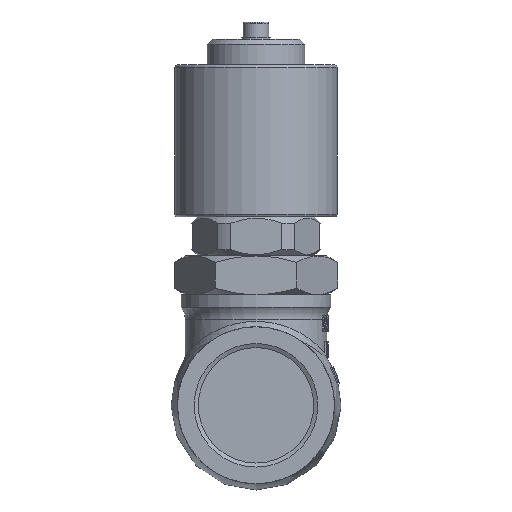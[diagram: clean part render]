
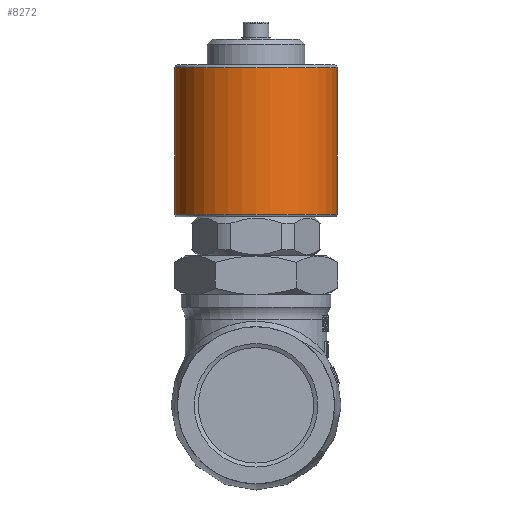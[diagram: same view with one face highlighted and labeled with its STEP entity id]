
A CAD part, front view. The second image highlights one B-rep face of the part: STEP entity #8272.
In plain terms, the highlighted cylindrical face has radius 31.5 mm (diameter 63 mm), a full revolution.
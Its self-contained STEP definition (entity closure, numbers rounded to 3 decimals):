
#76=B_SPLINE_CURVE_WITH_KNOTS('',3,(#11495,#11496,#11497,#11498,#11499,
#11500,#11501),.UNSPECIFIED.,.F.,.F.,(4,3,4),(0.52,0.688,
0.709),.UNSPECIFIED.);
#77=B_SPLINE_CURVE_WITH_KNOTS('',3,(#11514,#11515,#11516,#11517,#11518,
#11519,#11520),.UNSPECIFIED.,.F.,.F.,(4,3,4),(0.692,0.862,
0.881),.UNSPECIFIED.);
#78=B_SPLINE_CURVE_WITH_KNOTS('',3,(#11532,#11533,#11534,#11535,#11536,
#11537,#11538),.UNSPECIFIED.,.F.,.F.,(4,3,4),(1.921,2.091,
2.11),.UNSPECIFIED.);
#79=B_SPLINE_CURVE_WITH_KNOTS('',3,(#11551,#11552,#11553,#11554,#11555,
#11556,#11557),.UNSPECIFIED.,.F.,.F.,(4,3,4),(2.093,2.263,
2.282),.UNSPECIFIED.);
#859=LINE('',#11504,#1241);
#865=LINE('',#11541,#1247);
#1241=VECTOR('',#9661,29.25);
#1247=VECTOR('',#9681,29.25);
#2224=CYLINDRICAL_SURFACE('',#8832,31.5);
#2288=FACE_BOUND('',#2907,.T.);
#2289=FACE_BOUND('',#2908,.T.);
#2400=FACE_OUTER_BOUND('',#2906,.T.);
#2906=EDGE_LOOP('',(#6092));
#2907=EDGE_LOOP('',(#6093,#6094,#6095,#6096,#6097,#6098,#6099,#6100));
#2908=EDGE_LOOP('',(#6101));
#3402=CIRCLE('',#8817,31.5);
#3403=CIRCLE('',#8822,31.5);
#3408=CIRCLE('',#8833,31.5);
#3409=CIRCLE('',#8834,31.5);
#3765=VERTEX_POINT('',#11486);
#3769=VERTEX_POINT('',#11493);
#3770=VERTEX_POINT('',#11503);
#3774=VERTEX_POINT('',#11513);
#3775=VERTEX_POINT('',#11523);
#3779=VERTEX_POINT('',#11530);
#3780=VERTEX_POINT('',#11540);
#3784=VERTEX_POINT('',#11550);
#3805=VERTEX_POINT('',#11629);
#3806=VERTEX_POINT('',#11631);
#4606=EDGE_CURVE('',#3765,#3769,#76,.T.);
#4607=EDGE_CURVE('',#3770,#3765,#859,.T.);
#4612=EDGE_CURVE('',#3774,#3770,#77,.T.);
#4618=EDGE_CURVE('',#3775,#3779,#78,.T.);
#4619=EDGE_CURVE('',#3780,#3775,#865,.T.);
#4624=EDGE_CURVE('',#3784,#3780,#79,.T.);
#4647=EDGE_CURVE('',#3779,#3774,#3402,.T.);
#4653=EDGE_CURVE('',#3769,#3784,#3403,.T.);
#4660=EDGE_CURVE('',#3805,#3805,#3408,.T.);
#4661=EDGE_CURVE('',#3806,#3806,#3409,.T.);
#6092=ORIENTED_EDGE('',*,*,#4660,.T.);
#6093=ORIENTED_EDGE('',*,*,#4606,.T.);
#6094=ORIENTED_EDGE('',*,*,#4653,.T.);
#6095=ORIENTED_EDGE('',*,*,#4624,.T.);
#6096=ORIENTED_EDGE('',*,*,#4619,.T.);
#6097=ORIENTED_EDGE('',*,*,#4618,.T.);
#6098=ORIENTED_EDGE('',*,*,#4647,.T.);
#6099=ORIENTED_EDGE('',*,*,#4612,.T.);
#6100=ORIENTED_EDGE('',*,*,#4607,.T.);
#6101=ORIENTED_EDGE('',*,*,#4661,.F.);
#8272=ADVANCED_FACE('',(#2400,#2288,#2289),#2224,.T.);
#8817=AXIS2_PLACEMENT_3D('',#11602,#9732,#9733);
#8822=AXIS2_PLACEMENT_3D('',#11612,#9747,#9748);
#8832=AXIS2_PLACEMENT_3D('',#11628,#9769,#9770);
#8833=AXIS2_PLACEMENT_3D('',#11630,#9771,#9772);
#8834=AXIS2_PLACEMENT_3D('',#11632,#9773,#9774);
#9661=DIRECTION('',(0.,0.,-1.));
#9681=DIRECTION('',(0.,0.,1.));
#9732=DIRECTION('center_axis',(0.,0.,
1.));
#9733=DIRECTION('ref_axis',(0.,1.,0.));
#9747=DIRECTION('center_axis',(0.,0.,
-1.));
#9748=DIRECTION('ref_axis',(0.,1.,0.));
#9769=DIRECTION('center_axis',(0.,0.,
-1.));
#9770=DIRECTION('ref_axis',(0.,1.,0.));
#9771=DIRECTION('center_axis',(0.,0.,
-1.));
#9772=DIRECTION('ref_axis',(0.,1.,0.));
#9773=DIRECTION('center_axis',(0.,0.,
-1.));
#9774=DIRECTION('ref_axis',(0.,1.,0.));
#11486=CARTESIAN_POINT('',(-12.298,29.,100.575));
#11493=CARTESIAN_POINT('',(-10.5,29.698,100.2));
#11495=CARTESIAN_POINT('Ctrl Pts',(-12.298,29.,100.575));
#11496=CARTESIAN_POINT('Ctrl Pts',(-11.789,29.216,100.353));
#11497=CARTESIAN_POINT('Ctrl Pts',(-11.236,29.434,100.228));
#11498=CARTESIAN_POINT('Ctrl Pts',(-10.702,29.626,100.205));
#11499=CARTESIAN_POINT('Ctrl Pts',(-10.634,29.651,100.201));
#11500=CARTESIAN_POINT('Ctrl Pts',(-10.567,29.675,100.2));
#11501=CARTESIAN_POINT('Ctrl Pts',(-10.5,29.698,100.2));
#11503=CARTESIAN_POINT('',(-12.298,29.,129.825));
#11504=CARTESIAN_POINT('',(-12.298,29.,102.7));
#11513=CARTESIAN_POINT('',(-10.5,29.698,130.2));
#11514=CARTESIAN_POINT('Ctrl Pts',(-10.5,29.698,130.2));
#11515=CARTESIAN_POINT('Ctrl Pts',(-11.034,29.51,130.2));
#11516=CARTESIAN_POINT('Ctrl Pts',(-11.597,29.293,130.1));
#11517=CARTESIAN_POINT('Ctrl Pts',(-12.121,29.074,129.898));
#11518=CARTESIAN_POINT('Ctrl Pts',(-12.181,29.05,129.875));
#11519=CARTESIAN_POINT('Ctrl Pts',(-12.24,29.025,129.851));
#11520=CARTESIAN_POINT('Ctrl Pts',(-12.298,29.,129.825));
#11523=CARTESIAN_POINT('',(12.298,29.,129.825));
#11530=CARTESIAN_POINT('',(10.5,29.698,130.2));
#11532=CARTESIAN_POINT('Ctrl Pts',(12.298,29.,129.825));
#11533=CARTESIAN_POINT('Ctrl Pts',(11.783,29.219,130.05));
#11534=CARTESIAN_POINT('Ctrl Pts',(11.223,29.438,130.174));
#11535=CARTESIAN_POINT('Ctrl Pts',(10.683,29.633,130.196));
#11536=CARTESIAN_POINT('Ctrl Pts',(10.622,29.655,130.199));
#11537=CARTESIAN_POINT('Ctrl Pts',(10.561,29.677,130.2));
#11538=CARTESIAN_POINT('Ctrl Pts',(10.5,29.698,130.2));
#11540=CARTESIAN_POINT('',(12.298,29.,100.575));
#11541=CARTESIAN_POINT('',(12.298,29.,102.7));
#11550=CARTESIAN_POINT('',(10.5,29.698,100.2));
#11551=CARTESIAN_POINT('Ctrl Pts',(10.5,29.698,100.2));
#11552=CARTESIAN_POINT('Ctrl Pts',(11.034,29.51,100.2));
#11553=CARTESIAN_POINT('Ctrl Pts',(11.597,29.293,100.3));
#11554=CARTESIAN_POINT('Ctrl Pts',(12.121,29.074,100.502));
#11555=CARTESIAN_POINT('Ctrl Pts',(12.181,29.05,100.525));
#11556=CARTESIAN_POINT('Ctrl Pts',(12.24,29.025,100.549));
#11557=CARTESIAN_POINT('Ctrl Pts',(12.298,29.,100.575));
#11602=CARTESIAN_POINT('Origin',(0.,0.,
130.2));
#11612=CARTESIAN_POINT('Origin',(0.,0.,
100.2));
#11628=CARTESIAN_POINT('Origin',(0.,0.,
102.7));
#11629=CARTESIAN_POINT('',(0.,31.5,131.2));
#11630=CARTESIAN_POINT('Origin',(0.,0.,
131.2));
#11631=CARTESIAN_POINT('',(0.,31.5,74.2));
#11632=CARTESIAN_POINT('Origin',(0.,0.,
74.2));
